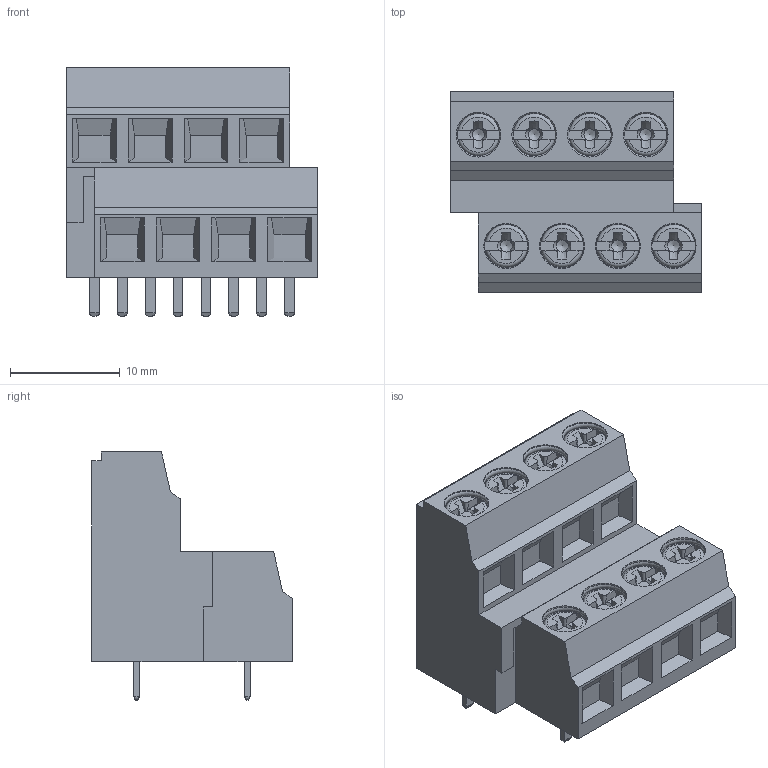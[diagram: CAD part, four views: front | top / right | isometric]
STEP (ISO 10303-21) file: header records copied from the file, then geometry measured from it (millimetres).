
FILE_DESCRIPTION(/* description */ ('Unknown'),/* implementation_level */ '2;1');
FILE_NAME(/* name */ 'MB642-508A08-20230306',/* time_stamp */ '2023-03-27T18:02:58+08:00',/* author */ ('Unknown'),/* organization */ ('Unknown'),/* preprocessor_version */ 'ST-DEVELOPER v16.7',/* originating_system */ 'DEX',/* authorisation */ $);
FILE_SCHEMA (('AUTOMOTIVE_DESIGN {1 0 10303 214 3 1 1}'));
Length unit declared in the file: millimetre
Products named in the file (1): MB642-508A08-20230306
Bounding box: 22.86 x 18.3 x 22.6 mm (x, y, z)
Volume: 4809.1 mm3; surface area: 2821.8 mm2
Topology: 1 solids, 1 shells, 375 faces, 979 edges, 630 vertices
Faces by surface type: plane 251, cylinder 40, bspline 32, torus 28, cone 24
Full cylindrical faces by diameter (mm): 4.075 x8, 4.092 x8
Entity records: 12415 total; most frequent: CARTESIAN_POINT 3821, ORIENTED_EDGE 1774, DIRECTION 1651, EDGE_CURVE 887, VERTEX_POINT 606, LINE 555, VECTOR 555, AXIS2_PLACEMENT_3D 548
